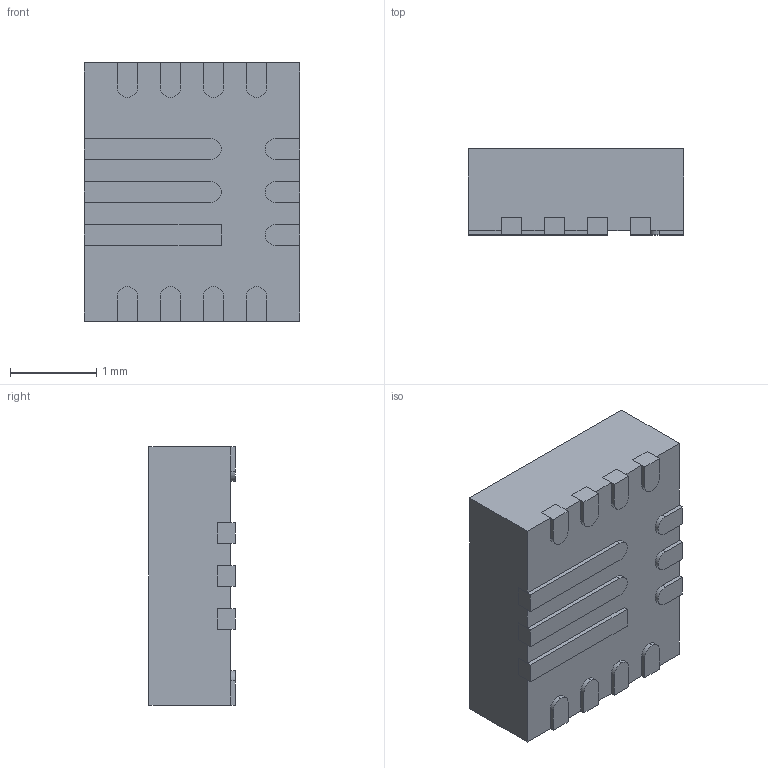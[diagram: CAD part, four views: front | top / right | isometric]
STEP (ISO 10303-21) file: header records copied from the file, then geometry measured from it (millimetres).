
FILE_DESCRIPTION (( 'STEP AP214' ), '1' );
FILE_NAME ('TPS630250RNCR.STEP', '2019-03-04T00:12:56', ( '' ), ( '' ), 'SwSTEP 2.0', 'SolidWorks 2017', '' );
FILE_SCHEMA (( 'AUTOMOTIVE_DESIGN' ));
Length unit declared in the file: millimetre
Products named in the file (1): TPS630250RNCR
Bounding box: 2.5 x 1 x 3 mm (x, y, z)
Volume: 7.2 mm3; surface area: 37 mm2
Topology: 15 solids, 15 shells, 154 faces, 372 edges, 248 vertices
Faces by surface type: plane 120, cylinder 34
Entity records: 4624 total; most frequent: CARTESIAN_POINT 775, DIRECTION 750, ORIENTED_EDGE 744, EDGE_CURVE 372, VECTOR 304, LINE 304, VERTEX_POINT 248, AXIS2_PLACEMENT_3D 223
